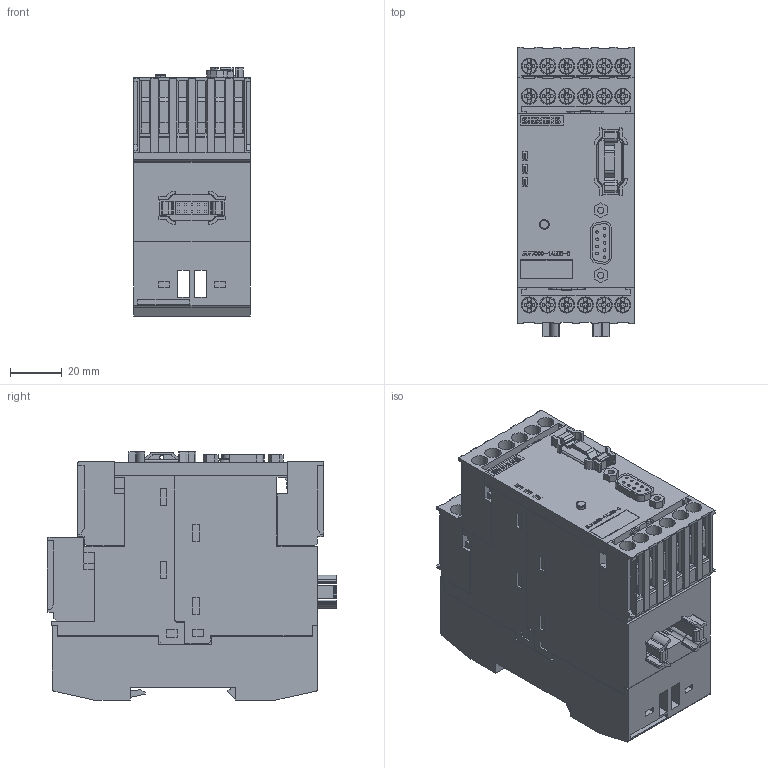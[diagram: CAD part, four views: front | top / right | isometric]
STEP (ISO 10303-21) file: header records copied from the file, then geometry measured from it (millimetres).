
FILE_DESCRIPTION(('STEP AP214'),'1');
FILE_NAME('cctmp_127B67A9-D1C0-4D40-9ABF-1607B737AC28_2023_07_21_14_59_42_0549..stp','2023-07-21T12:59:44',('SIEMENS A&D'),('CADClick - www.CADClick.com'),'Spatial InterOp 3D postprocessed',' ','unknown authorization');
FILE_SCHEMA(('AUTOMOTIVE_DESIGN'));
Length unit declared in the file: millimetre
Products named in the file (1): 2023_07_21_14_59_42_0486
Bounding box: 45 x 111.2 x 95.4 mm (x, y, z)
Volume: 365800.5 mm3; surface area: 78019.1 mm2
Topology: 1 solids, 2 shells, 2462 faces, 6869 edges, 4530 vertices
Faces by surface type: plane 1963, cylinder 373, cone 108, torus 18
Entity records: 86034 total; most frequent: CARTESIAN_POINT 14460, ORIENTED_EDGE 13722, DIRECTION 12785, EDGE_CURVE 6861, LINE 5523, VECTOR 5523, VERTEX_POINT 4530, AXIS2_PLACEMENT_3D 3631
